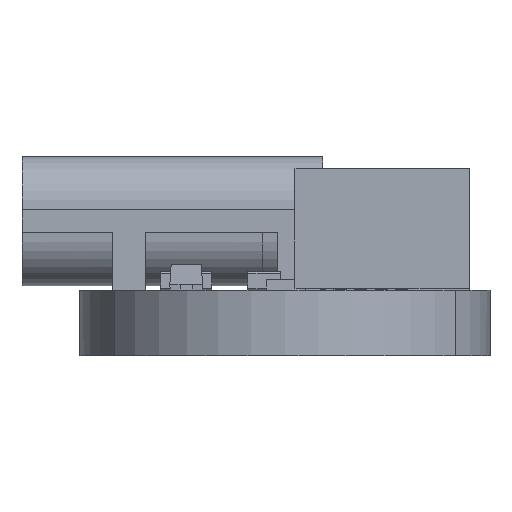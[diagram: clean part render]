
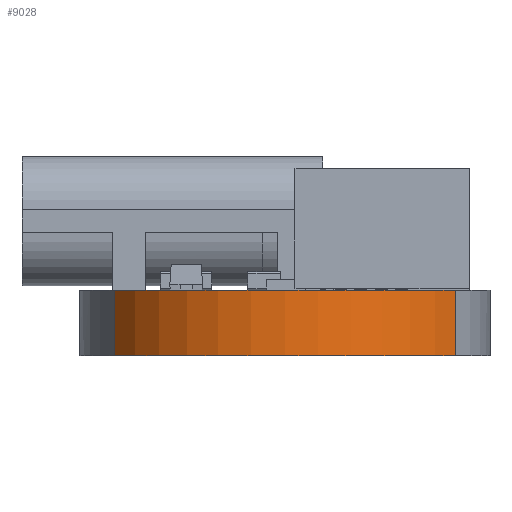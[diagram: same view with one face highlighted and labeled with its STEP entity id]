
A CAD part, left-side view. The second image highlights one B-rep face of the part: STEP entity #9028.
In plain terms, the highlighted cylindrical face has radius 4.925 mm (diameter 9.85 mm), a partial arc.
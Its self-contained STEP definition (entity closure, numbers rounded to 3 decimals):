
#172=CYLINDRICAL_SURFACE('',#9834,4.925);
#391=CIRCLE('',#9835,4.925);
#392=CIRCLE('',#9836,4.925);
#928=FACE_OUTER_BOUND('',#1414,.T.);
#1414=EDGE_LOOP('',(#7908,#7909,#7910,#7911));
#2432=LINE('',#14836,#3438);
#2437=LINE('',#14867,#3443);
#3438=VECTOR('',#12247,10.);
#3443=VECTOR('',#12254,10.);
#4251=VERTEX_POINT('',#14830);
#4252=VERTEX_POINT('',#14835);
#4255=VERTEX_POINT('',#14855);
#4257=VERTEX_POINT('',#14862);
#5483=EDGE_CURVE('',#4251,#4252,#2432,.T.);
#5491=EDGE_CURVE('',#4255,#4257,#2437,.T.);
#5492=EDGE_CURVE('',#4255,#4251,#391,.T.);
#5493=EDGE_CURVE('',#4257,#4252,#392,.T.);
#7908=ORIENTED_EDGE('',*,*,#5492,.F.);
#7909=ORIENTED_EDGE('',*,*,#5491,.T.);
#7910=ORIENTED_EDGE('',*,*,#5493,.T.);
#7911=ORIENTED_EDGE('',*,*,#5483,.F.);
#9028=ADVANCED_FACE('',(#928),#172,.T.);
#9834=AXIS2_PLACEMENT_3D('',#14868,#12255,#12256);
#9835=AXIS2_PLACEMENT_3D('',#14869,#12257,#12258);
#9836=AXIS2_PLACEMENT_3D('',#14870,#12259,#12260);
#12247=DIRECTION('',(0.,0.,-1.));
#12254=DIRECTION('',(0.,0.,-1.));
#12255=DIRECTION('center_axis',(0.,0.,-1.));
#12256=DIRECTION('ref_axis',(-0.537,0.843,0.));
#12257=DIRECTION('center_axis',(0.,0.,1.));
#12258=DIRECTION('ref_axis',(-0.537,0.843,0.));
#12259=DIRECTION('center_axis',(0.,0.,1.));
#12260=DIRECTION('ref_axis',(-0.537,-0.843,0.));
#14830=CARTESIAN_POINT('',(2.279,-9.154,0.));
#14835=CARTESIAN_POINT('',(2.279,-9.154,-1.6));
#14836=CARTESIAN_POINT('',(2.279,-9.154,0.));
#14855=CARTESIAN_POINT('',(2.279,-0.846,0.));
#14862=CARTESIAN_POINT('',(2.279,-0.846,-1.6));
#14867=CARTESIAN_POINT('',(2.279,-0.846,0.));
#14868=CARTESIAN_POINT('Origin',(4.925,-5.,0.));
#14869=CARTESIAN_POINT('Origin',(4.925,-5.,0.));
#14870=CARTESIAN_POINT('Origin',(4.925,-5.,-1.6));
